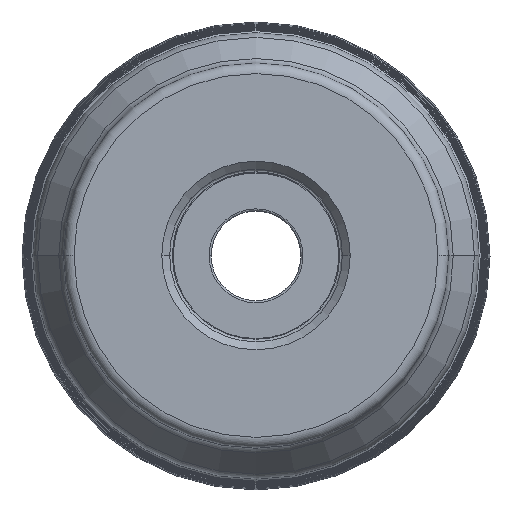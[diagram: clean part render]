
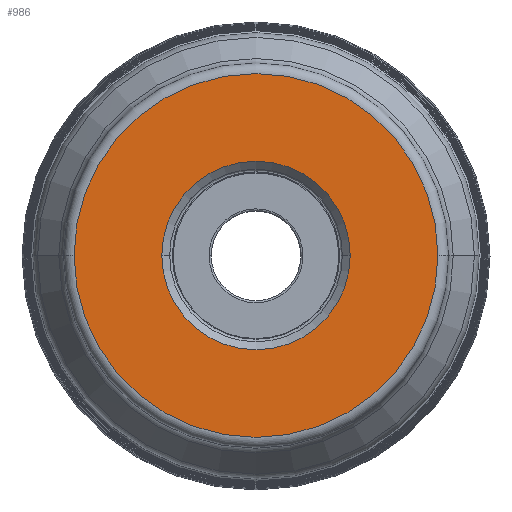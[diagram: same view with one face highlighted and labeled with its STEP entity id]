
A CAD part, top view. The second image highlights one B-rep face of the part: STEP entity #986.
In plain terms, the highlighted planar face has unit normal (0, 0, 1).
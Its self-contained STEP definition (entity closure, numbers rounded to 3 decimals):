
#63=PLANE('',#10230);
#79=FACE_BOUND('',#2226,.T.);
#80=FACE_BOUND('',#2227,.T.);
#986=ADVANCED_FACE('',(#79,#80),#63,.F.);
#2226=EDGE_LOOP('',(#4300,#4301,#4302,#4303));
#2227=EDGE_LOOP('',(#4304,#4305,#4306,#4307));
#4300=ORIENTED_EDGE('',*,*,#6077,.T.);
#4301=ORIENTED_EDGE('',*,*,#6078,.T.);
#4302=ORIENTED_EDGE('',*,*,#6079,.F.);
#4303=ORIENTED_EDGE('',*,*,#6080,.F.);
#4304=ORIENTED_EDGE('',*,*,#6075,.T.);
#4305=ORIENTED_EDGE('',*,*,#6073,.T.);
#4306=ORIENTED_EDGE('',*,*,#6072,.T.);
#4307=ORIENTED_EDGE('',*,*,#6076,.T.);
#4996=VERTEX_POINT('',#18597);
#4997=VERTEX_POINT('',#18599);
#4998=VERTEX_POINT('',#18601);
#4999=VERTEX_POINT('',#18605);
#5000=VERTEX_POINT('',#18609);
#5001=VERTEX_POINT('',#18610);
#5002=VERTEX_POINT('',#18612);
#5003=VERTEX_POINT('',#18614);
#6072=EDGE_CURVE('',#4997,#4996,#7211,.T.);
#6073=EDGE_CURVE('',#4998,#4997,#7212,.T.);
#6075=EDGE_CURVE('',#4999,#4998,#7213,.T.);
#6076=EDGE_CURVE('',#4996,#4999,#7214,.T.);
#6077=EDGE_CURVE('',#5000,#5001,#7215,.T.);
#6078=EDGE_CURVE('',#5001,#5002,#7216,.T.);
#6079=EDGE_CURVE('',#5003,#5002,#7217,.T.);
#6080=EDGE_CURVE('',#5000,#5003,#7218,.T.);
#7211=CIRCLE('',#10220,17.875);
#7212=CIRCLE('',#10221,17.875);
#7213=CIRCLE('',#10223,17.875);
#7214=CIRCLE('',#10224,17.875);
#7215=CIRCLE('',#10226,34.5);
#7216=CIRCLE('',#10227,34.5);
#7217=CIRCLE('',#10228,34.5);
#7218=CIRCLE('',#10229,34.5);
#10220=AXIS2_PLACEMENT_3D('',#18598,#12987,#12988);
#10221=AXIS2_PLACEMENT_3D('',#18600,#12989,#12990);
#10223=AXIS2_PLACEMENT_3D('',#18604,#12994,#12995);
#10224=AXIS2_PLACEMENT_3D('',#18606,#12996,#12997);
#10226=AXIS2_PLACEMENT_3D('',#18608,#13000,#13001);
#10227=AXIS2_PLACEMENT_3D('',#18611,#13002,#13003);
#10228=AXIS2_PLACEMENT_3D('',#18613,#13004,#13005);
#10229=AXIS2_PLACEMENT_3D('',#18615,#13006,#13007);
#10230=AXIS2_PLACEMENT_3D('',#18616,#13008,#13009);
#12987=DIRECTION('',(0.,0.,-1.));
#12988=DIRECTION('',(0.,1.,0.));
#12989=DIRECTION('',(0.,0.,-1.));
#12990=DIRECTION('',(-1.,0.,0.));
#12994=DIRECTION('',(0.,0.,-1.));
#12995=DIRECTION('',(0.,-1.,0.));
#12996=DIRECTION('',(0.,0.,-1.));
#12997=DIRECTION('',(1.,0.,0.));
#13000=DIRECTION('',(0.,0.,1.));
#13001=DIRECTION('',(1.,0.,0.));
#13002=DIRECTION('',(0.,0.,1.));
#13003=DIRECTION('',(-1.,0.,0.));
#13004=DIRECTION('',(0.,0.,-1.));
#13005=DIRECTION('',(-1.,0.,0.));
#13006=DIRECTION('',(0.,0.,-1.));
#13007=DIRECTION('',(1.,0.,0.));
#13008=DIRECTION('',(0.,0.,-1.));
#13009=DIRECTION('',(1.,0.,0.));
#18597=CARTESIAN_POINT('',(17.875,0.,0.));
#18598=CARTESIAN_POINT('',(0.,0.,0.));
#18599=CARTESIAN_POINT('',(0.,17.875,0.));
#18600=CARTESIAN_POINT('',(0.,0.,0.));
#18601=CARTESIAN_POINT('',(-17.875,0.,0.));
#18604=CARTESIAN_POINT('',(0.,0.,0.));
#18605=CARTESIAN_POINT('',(0.,-17.875,0.));
#18606=CARTESIAN_POINT('',(0.,0.,0.));
#18608=CARTESIAN_POINT('',(0.,0.,0.));
#18609=CARTESIAN_POINT('',(34.5,0.015,0.));
#18610=CARTESIAN_POINT('',(-34.5,0.,0.));
#18611=CARTESIAN_POINT('',(0.,0.,0.));
#18612=CARTESIAN_POINT('',(-34.5,-0.015,0.));
#18613=CARTESIAN_POINT('',(0.,0.,0.));
#18614=CARTESIAN_POINT('',(34.5,0.,0.));
#18615=CARTESIAN_POINT('',(0.,0.,0.));
#18616=CARTESIAN_POINT('',(0.,0.,0.));
